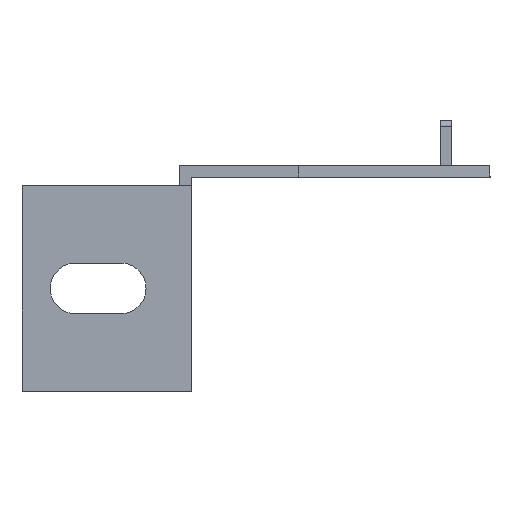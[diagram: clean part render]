
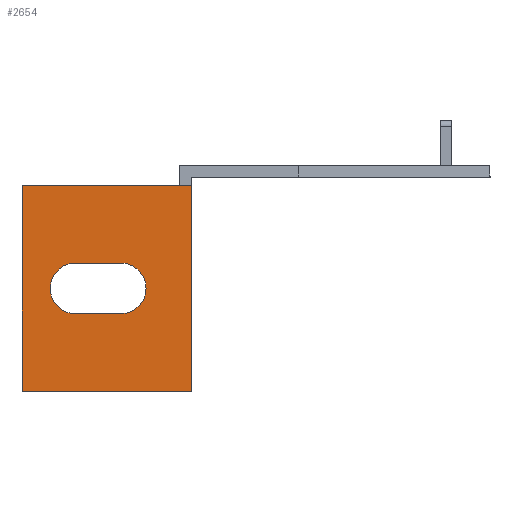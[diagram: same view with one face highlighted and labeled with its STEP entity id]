
A CAD part, left-side view. The second image highlights one B-rep face of the part: STEP entity #2654.
In plain terms, the highlighted planar face has unit normal (-1, 0, 0).
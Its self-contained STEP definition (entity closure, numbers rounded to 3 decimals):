
#11 = DIRECTION ( 'NONE',  ( 0., 1., 0. ) ) ;
#33 = VECTOR ( 'NONE', #2275, 1000. ) ;
#38 = CARTESIAN_POINT ( 'NONE',  ( -152.5, 28., -4.5 ) ) ;
#113 = VERTEX_POINT ( 'NONE', #1625 ) ;
#134 = DIRECTION ( 'NONE',  ( 0., -1., 0. ) ) ;
#207 = DIRECTION ( 'NONE',  ( 0., -1., 0. ) ) ;
#340 = CARTESIAN_POINT ( 'NONE',  ( -152.5, 28., 18.25 ) ) ;
#378 = EDGE_LOOP ( 'NONE', ( #2311, #1216, #2303, #1118 ) ) ;
#402 = AXIS2_PLACEMENT_3D ( 'NONE', #690, #705, #718 ) ;
#520 = CARTESIAN_POINT ( 'NONE',  ( -152.5, 28., -18.25 ) ) ;
#540 = EDGE_CURVE ( 'NONE', #2987, #2536, #542, .T. ) ;
#542 = CIRCLE ( 'NONE', #847, 4.5 ) ;
#677 = DIRECTION ( 'NONE',  ( 0., 0., -1. ) ) ;
#686 = AXIS2_PLACEMENT_3D ( 'NONE', #340, #1577, #810 ) ;
#690 = CARTESIAN_POINT ( 'NONE',  ( -152.5, 10.5, 0. ) ) ;
#695 = VECTOR ( 'NONE', #2812, 1000. ) ;
#705 = DIRECTION ( 'NONE',  ( 1., 0., 0. ) ) ;
#718 = DIRECTION ( 'NONE',  ( 0., -1., 0. ) ) ;
#738 = ORIENTED_EDGE ( 'NONE', *, *, #2544, .T. ) ;
#739 = VECTOR ( 'NONE', #677, 1000. ) ;
#810 = DIRECTION ( 'NONE',  ( 0., -1., 0. ) ) ;
#827 = VECTOR ( 'NONE', #2975, 1000. ) ;
#847 = AXIS2_PLACEMENT_3D ( 'NONE', #2741, #2935, #207 ) ;
#848 = LINE ( 'NONE', #2441, #33 ) ;
#881 = FACE_BOUND ( 'NONE', #1193, .T. ) ;
#979 = VERTEX_POINT ( 'NONE', #2960 ) ;
#1066 = LINE ( 'NONE', #38, #1645 ) ;
#1118 = ORIENTED_EDGE ( 'NONE', *, *, #3212, .F. ) ;
#1165 = CARTESIAN_POINT ( 'NONE',  ( -152.5, 10.5, -4.5 ) ) ;
#1193 = EDGE_LOOP ( 'NONE', ( #738, #3182, #2265, #2061, #2271 ) ) ;
#1216 = ORIENTED_EDGE ( 'NONE', *, *, #2270, .T. ) ;
#1401 = EDGE_CURVE ( 'NONE', #1557, #2629, #1066, .T. ) ;
#1428 = CARTESIAN_POINT ( 'NONE',  ( -152.5, 28., -18.25 ) ) ;
#1467 = EDGE_CURVE ( 'NONE', #1740, #113, #2247, .T. ) ;
#1542 = LINE ( 'NONE', #1910, #739 ) ;
#1557 = VERTEX_POINT ( 'NONE', #1165 ) ;
#1570 = AXIS2_PLACEMENT_3D ( 'NONE', #3194, #3208, #3224 ) ;
#1577 = DIRECTION ( 'NONE',  ( -1., 0., 0. ) ) ;
#1625 = CARTESIAN_POINT ( 'NONE',  ( -152.5, -2., -18.25 ) ) ;
#1645 = VECTOR ( 'NONE', #11, 1000. ) ;
#1710 = CIRCLE ( 'NONE', #402, 4.5 ) ;
#1740 = VERTEX_POINT ( 'NONE', #520 ) ;
#1813 = VECTOR ( 'NONE', #134, 1000. ) ;
#1910 = CARTESIAN_POINT ( 'NONE',  ( -152.5, -2., 18.25 ) ) ;
#1926 = LINE ( 'NONE', #2067, #695 ) ;
#1930 = CIRCLE ( 'NONE', #1570, 4.5 ) ;
#1969 = VERTEX_POINT ( 'NONE', #2404 ) ;
#2061 = ORIENTED_EDGE ( 'NONE', *, *, #2358, .T. ) ;
#2067 = CARTESIAN_POINT ( 'NONE',  ( -152.5, 28., 4.5 ) ) ;
#2234 = CARTESIAN_POINT ( 'NONE',  ( -152.5, 18.5, -4.5 ) ) ;
#2247 = LINE ( 'NONE', #1428, #1813 ) ;
#2265 = ORIENTED_EDGE ( 'NONE', *, *, #540, .T. ) ;
#2270 = EDGE_CURVE ( 'NONE', #1969, #1740, #2643, .T. ) ;
#2271 = ORIENTED_EDGE ( 'NONE', *, *, #1401, .T. ) ;
#2275 = DIRECTION ( 'NONE',  ( 0., -1., 0. ) ) ;
#2291 = FACE_OUTER_BOUND ( 'NONE', #378, .T. ) ;
#2303 = ORIENTED_EDGE ( 'NONE', *, *, #1467, .T. ) ;
#2311 = ORIENTED_EDGE ( 'NONE', *, *, #2512, .F. ) ;
#2320 = CARTESIAN_POINT ( 'NONE',  ( -152.5, -2., 18.25 ) ) ;
#2358 = EDGE_CURVE ( 'NONE', #2536, #1557, #1710, .T. ) ;
#2404 = CARTESIAN_POINT ( 'NONE',  ( -152.5, 28., 18.25 ) ) ;
#2441 = CARTESIAN_POINT ( 'NONE',  ( -152.5, 1.5, 18.25 ) ) ;
#2498 = CARTESIAN_POINT ( 'NONE',  ( -152.5, 28., 18.25 ) ) ;
#2512 = EDGE_CURVE ( 'NONE', #1969, #2966, #848, .T. ) ;
#2536 = VERTEX_POINT ( 'NONE', #2670 ) ;
#2544 = EDGE_CURVE ( 'NONE', #2629, #979, #1930, .T. ) ;
#2572 = CARTESIAN_POINT ( 'NONE',  ( -152.5, 10.5, 4.5 ) ) ;
#2629 = VERTEX_POINT ( 'NONE', #2234 ) ;
#2643 = LINE ( 'NONE', #2498, #827 ) ;
#2654 = ADVANCED_FACE ( 'NONE', ( #2291, #881 ), #2978, .T. ) ;
#2670 = CARTESIAN_POINT ( 'NONE',  ( -152.5, 6., 0. ) ) ;
#2741 = CARTESIAN_POINT ( 'NONE',  ( -152.5, 10.5, 0. ) ) ;
#2812 = DIRECTION ( 'NONE',  ( 0., -1., 0. ) ) ;
#2935 = DIRECTION ( 'NONE',  ( 1., 0., 0. ) ) ;
#2960 = CARTESIAN_POINT ( 'NONE',  ( -152.5, 18.5, 4.5 ) ) ;
#2966 = VERTEX_POINT ( 'NONE', #2320 ) ;
#2971 = EDGE_CURVE ( 'NONE', #979, #2987, #1926, .T. ) ;
#2975 = DIRECTION ( 'NONE',  ( 0., 0., -1. ) ) ;
#2978 = PLANE ( 'NONE',  #686 ) ;
#2987 = VERTEX_POINT ( 'NONE', #2572 ) ;
#3182 = ORIENTED_EDGE ( 'NONE', *, *, #2971, .T. ) ;
#3194 = CARTESIAN_POINT ( 'NONE',  ( -152.5, 18.5, 0. ) ) ;
#3208 = DIRECTION ( 'NONE',  ( 1., 0., 0. ) ) ;
#3212 = EDGE_CURVE ( 'NONE', #2966, #113, #1542, .T. ) ;
#3224 = DIRECTION ( 'NONE',  ( 0., -1., 0. ) ) ;
